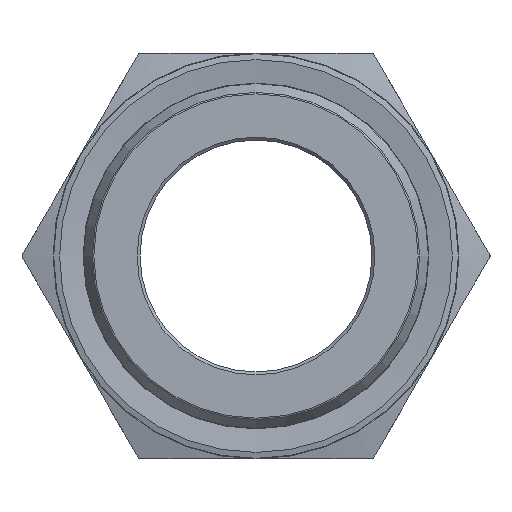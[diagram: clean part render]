
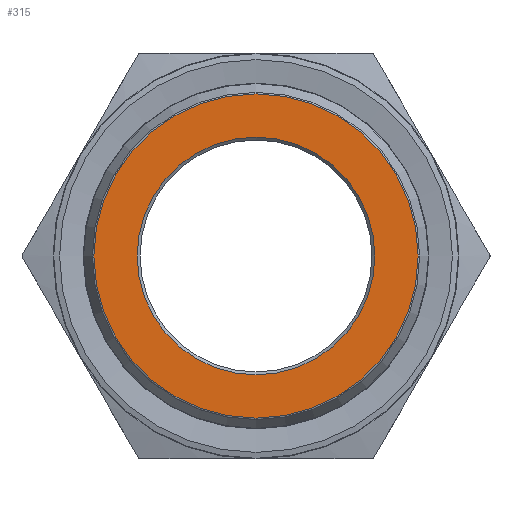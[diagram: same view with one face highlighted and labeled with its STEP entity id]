
A CAD part, left-side view. The second image highlights one B-rep face of the part: STEP entity #315.
In plain terms, the highlighted planar face has unit normal (-1, 0, 0).
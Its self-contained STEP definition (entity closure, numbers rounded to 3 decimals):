
#191=FACE_BOUND('',#475,.T.);
#192=FACE_BOUND('',#476,.T.);
#241=CIRCLE('',#1248,20.5);
#242=CIRCLE('',#1249,27.957);
#258=PLANE('',#1250);
#315=ADVANCED_FACE('',(#191,#192),#258,.F.);
#475=EDGE_LOOP('',(#799));
#476=EDGE_LOOP('',(#800));
#799=ORIENTED_EDGE('',*,*,#1095,.T.);
#800=ORIENTED_EDGE('',*,*,#1096,.T.);
#957=VERTEX_POINT('',#2267);
#958=VERTEX_POINT('',#2269);
#1095=EDGE_CURVE('',#957,#957,#241,.T.);
#1096=EDGE_CURVE('',#958,#958,#242,.T.);
#1248=AXIS2_PLACEMENT_3D('',#2266,#1491,#1492);
#1249=AXIS2_PLACEMENT_3D('',#2268,#1493,#1494);
#1250=AXIS2_PLACEMENT_3D('',#2270,#1495,#1496);
#1491=DIRECTION('',(1.,0.,0.));
#1492=DIRECTION('',(0.,0.,-1.));
#1493=DIRECTION('',(-1.,0.,0.));
#1494=DIRECTION('',(0.,0.,-1.));
#1495=DIRECTION('',(1.,0.,0.));
#1496=DIRECTION('',(0.,0.,-1.));
#2266=CARTESIAN_POINT('',(0.,0.,0.));
#2267=CARTESIAN_POINT('',(0.,0.,-20.5));
#2268=CARTESIAN_POINT('',(0.,0.,0.));
#2269=CARTESIAN_POINT('',(0.,0.,-27.957));
#2270=CARTESIAN_POINT('',(0.,-40.01,0.));
